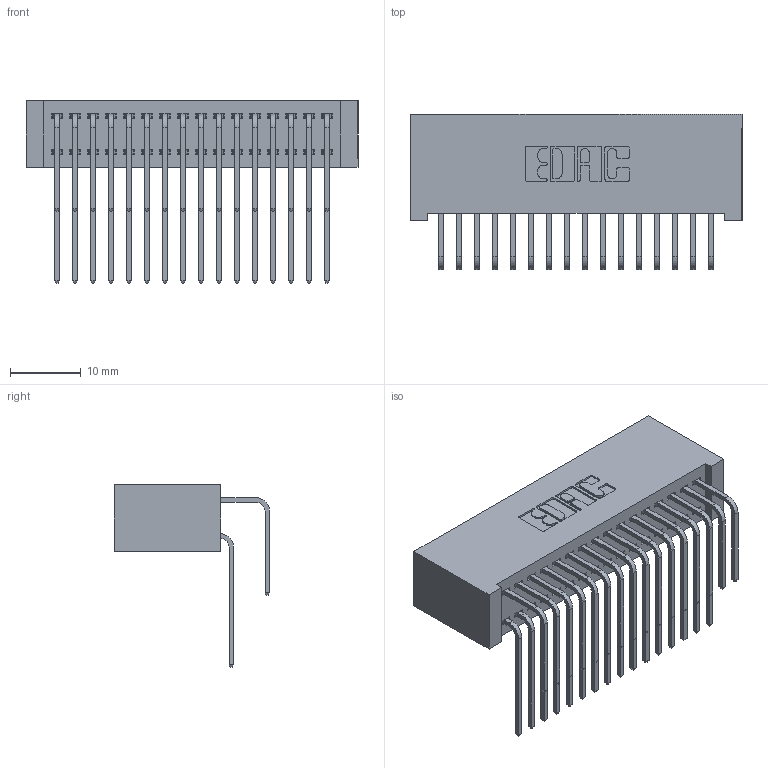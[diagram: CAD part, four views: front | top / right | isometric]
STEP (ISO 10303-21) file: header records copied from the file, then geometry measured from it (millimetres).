
FILE_DESCRIPTION (( 'STEP AP203' ), '1' );
FILE_NAME ('392-032-558-201.STEP', '2018-08-16T00:25:14', ( '' ), ( '' ), 'SwSTEP 2.0', 'SolidWorks 2016', '' );
FILE_SCHEMA (( 'CONFIG_CONTROL_DESIGN' ));
Length unit declared in the file: inch
Products named in the file (4): 392-032-558-201; 342 Part_Lugless; 345-292-001_558 559 Tail - 1; 345-292-001_558 Tail - 2
Assembly tree (33 placements, depth 2):
  392-032-558-201
    342 Part_Lugless
    345-292-001_558 559 Tail - 1  x16
    345-292-001_558 Tail - 2  x16
Bounding box: 46.89 x 21.91 x 25.78 mm (x, y, z)
Volume: 4714 mm3; surface area: 8313.8 mm2
Topology: 33 solids, 33 shells, 1830 faces, 5427 edges, 3574 vertices
Faces by surface type: plane 1278, cylinder 552
Entity records: 15031 total; most frequent: CARTESIAN_POINT 2569, ORIENTED_EDGE 2454, DIRECTION 2215, EDGE_CURVE 1227, LINE 1067, VECTOR 1067, VERTEX_POINT 814, AXIS2_PLACEMENT_3D 574
